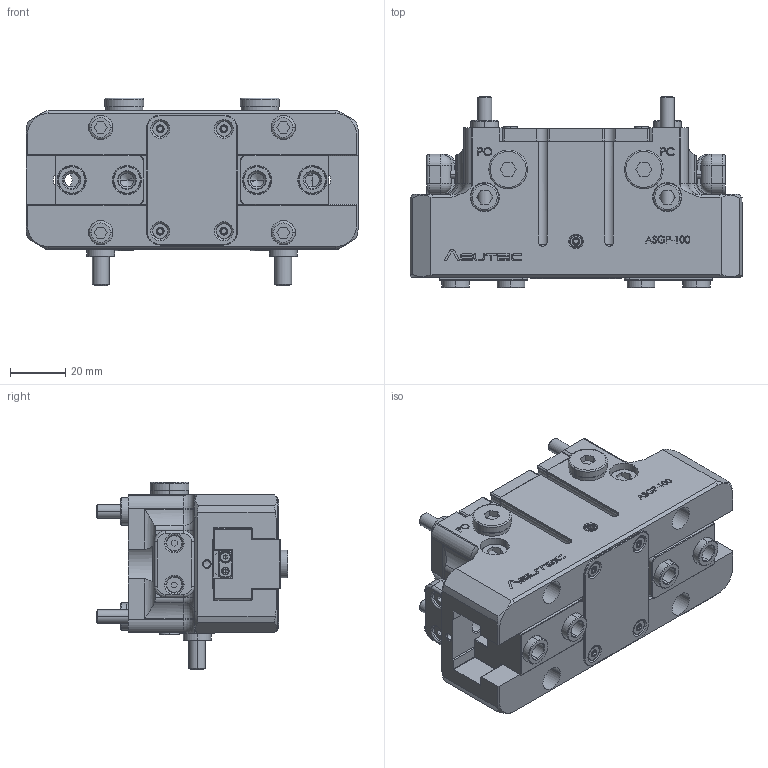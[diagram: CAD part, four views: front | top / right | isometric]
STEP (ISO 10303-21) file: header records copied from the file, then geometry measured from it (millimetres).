
FILE_DESCRIPTION (( 'STEP AP203' ), '1' );
FILE_NAME ('ASUTEC_ASGP-100.STEP', '2019-11-09T18:37:58', ( '' ), ( '' ), 'SwSTEP 2.0', 'SolidWorks 2015', '' );
FILE_SCHEMA (( 'CONFIG_CONTROL_DESIGN' ));
Length unit declared in the file: millimetre
Products named in the file (13): 14010000 Blindstopfen G 1_8; Greiferbacke ASGP-100; 10000061 M6x55; Abdeckung ASGP-100; 10000098 M5x45 DIN912; Positionsabfrage_links_ASGP-100; ASUTEC_ASGP-100; Positionsabfrage_rechts_ASGP-100; Schalterhalter ab ASGP-63; Zentrierhuelse-konfigurierbar_D10d6.2L7<Standard>; 12000094 O-Ring 3x1_Flansch <Standard>; 12000092 O-Ring 5x1_Flanschdichtung <Standard>; Grundgehäuse-ASGP-100_Step <Standard>
Assembly tree (24 placements, depth 2):
  ASUTEC_ASGP-100
    Grundgehäuse-ASGP-100_Step <Standard>
    Greiferbacke ASGP-100  x2
    Abdeckung ASGP-100
    Positionsabfrage_links_ASGP-100
    Positionsabfrage_rechts_ASGP-100
    Schalterhalter ab ASGP-63  x2
    Zentrierhuelse-konfigurierbar_D10d6.2L7<Standard>  x4
    12000094 O-Ring 3x1_Flansch <Standard>  x2
    12000092 O-Ring 5x1_Flanschdichtung <Standard>  x2
    14010000 Blindstopfen G 1_8  x2
    10000061 M6x55  x2
    10000098 M5x45 DIN912  x4
Bounding box: 120 x 69.25 x 67.85 mm (x, y, z)
Volume: 263108.8 mm3; surface area: 75335.3 mm2
Topology: 24 solids, 24 shells, 2261 faces, 5554 edges, 3462 vertices
Faces by surface type: cylinder 770, plane 706, cone 474, torus 158, bspline 149, sphere 4
Entity records: 70316 total; most frequent: CARTESIAN_POINT 25253, ORIENTED_EDGE 9388, DIRECTION 8428, EDGE_CURVE 4694, AXIS2_PLACEMENT_3D 3134, VERTEX_POINT 2967, VECTOR 2160, LINE 2160
